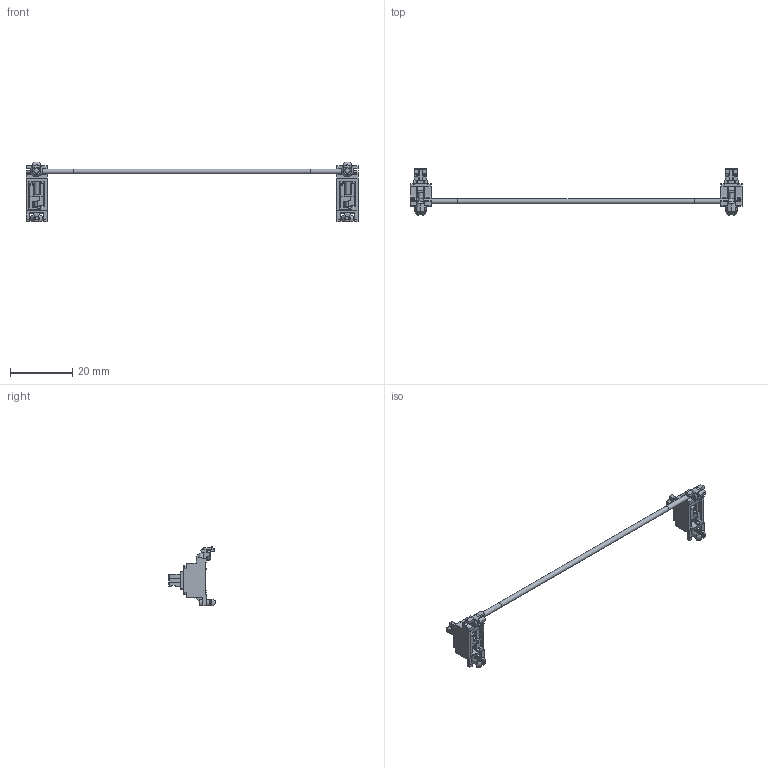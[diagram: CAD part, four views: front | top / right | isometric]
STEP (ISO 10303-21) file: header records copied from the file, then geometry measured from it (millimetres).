
FILE_DESCRIPTION(/* description */ (''),/* implementation_level */ '2;1');
FILE_NAME(/* name */ 'Stabilizer_6.25u.step',/* time_stamp */ '2022-04-08T23:34:23+02:00',/* author */ (''),/* organization */ (''),/* preprocessor_version */ 'ST-DEVELOPER v18.1',/* originating_system */ 'Autodesk Translation Framework v10.14.0.1471',/* authorisation */ '');
FILE_SCHEMA (('AUTOMOTIVE_DESIGN { 1 0 10303 214 3 1 1 }'));
Products named in the file (6): Stabilizer - close; metal stick 16828; mx Stabilizer base 16828; mx Stabilizer key 16828; mx Stabilizer base 16828 (1); mx Stabilizer key 16828 (1)
Assembly tree (5 placements, depth 2):
  Stabilizer - close
    metal stick 16828
    mx Stabilizer base 16828
    mx Stabilizer key 16828
    mx Stabilizer base 16828 (1)
    mx Stabilizer key 16828 (1)
Bounding box: 106.8 x 14.85 x 19.2 mm (x, y, z)
Volume: 1555.6 mm3; surface area: 3985.6 mm2
Topology: 9 solids, 9 shells, 1347 faces, 3622 edges, 2208 vertices
Faces by surface type: plane 582, cylinder 471, bspline 126, torus 78, sphere 75, cone 15
Full cylindrical faces by diameter (mm): 1.6 x6, 1.7 x3
Entity records: 50627 total; most frequent: CARTESIAN_POINT 17741, ORIENTED_EDGE 7074, DIRECTION 6685, EDGE_CURVE 3537, AXIS2_PLACEMENT_3D 2297, VERTEX_POINT 2208, LINE 2091, VECTOR 2091
